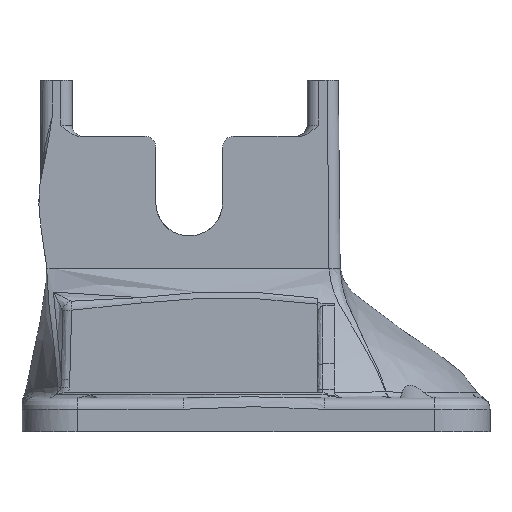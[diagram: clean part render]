
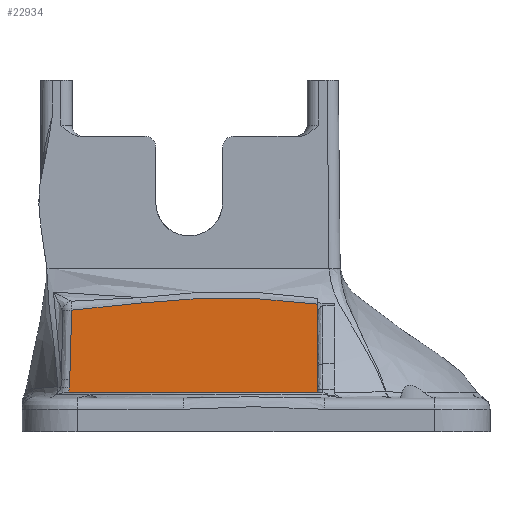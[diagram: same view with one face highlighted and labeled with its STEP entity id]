
A CAD part, front view. The second image highlights one B-rep face of the part: STEP entity #22934.
In plain terms, the highlighted planar face has unit normal (0, -1, 0).
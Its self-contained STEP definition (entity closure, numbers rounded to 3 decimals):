
#31 = CARTESIAN_POINT ( 'NONE',  ( -10.502, 9.14, 8.52 ) ) ;
#381 = B_SPLINE_CURVE_WITH_KNOTS ( 'NONE', 3,
 ( #15877, #25689, #1833, #1309 ),
 .UNSPECIFIED., .F., .F.,
 ( 4, 4 ),
 ( 0., 0.006 ),
 .UNSPECIFIED. ) ;
#605 = VECTOR ( 'NONE', #11923, 1000. ) ;
#816 = CARTESIAN_POINT ( 'NONE',  ( -26.28, 9.14, 11.536 ) ) ;
#1023 = CARTESIAN_POINT ( 'NONE',  ( -32.722, 9.14, 4.668 ) ) ;
#1309 = CARTESIAN_POINT ( 'NONE',  ( -32.547, 9.14, 10.89 ) ) ;
#1376 = ORIENTED_EDGE ( 'NONE', *, *, #5799, .T. ) ;
#1631 = VERTEX_POINT ( 'NONE', #1023 ) ;
#1663 = CARTESIAN_POINT ( 'NONE',  ( -32.546, 9.14, 9.853 ) ) ;
#1700 = CARTESIAN_POINT ( 'NONE',  ( -23.657, 9.14, 11.823 ) ) ;
#1833 = CARTESIAN_POINT ( 'NONE',  ( -30.45, 9.14, 11.014 ) ) ;
#2948 = DIRECTION ( 'NONE',  ( 0., 0., -1. ) ) ;
#3205 = CARTESIAN_POINT ( 'NONE',  ( -10.502, 9.14, 11.433 ) ) ;
#4105 = AXIS2_PLACEMENT_3D ( 'NONE', #16711, #12767, #4927 ) ;
#4927 = DIRECTION ( 'NONE',  ( -1., 0., -0.019 ) ) ;
#5118 = VERTEX_POINT ( 'NONE', #3205 ) ;
#5525 = CARTESIAN_POINT ( 'NONE',  ( -32.663, 9.14, 5.704 ) ) ;
#5656 = CARTESIAN_POINT ( 'NONE',  ( -32.722, 9.14, 4.668 ) ) ;
#5770 = ORIENTED_EDGE ( 'NONE', *, *, #15158, .F. ) ;
#5782 = B_SPLINE_CURVE_WITH_KNOTS ( 'NONE', 3,
 ( #31, #12089, #7983, #10227 ),
 .UNSPECIFIED., .F., .F.,
 ( 4, 4 ),
 ( 0.023, 0.023 ),
 .UNSPECIFIED. ) ;
#5799 = EDGE_CURVE ( 'NONE', #23699, #8718, #23987, .T. ) ;
#5826 = CARTESIAN_POINT ( 'NONE',  ( -24.97, 9.14, 11.708 ) ) ;
#5917 = VERTEX_POINT ( 'NONE', #11406 ) ;
#6397 = CARTESIAN_POINT ( 'NONE',  ( -17.067, 9.14, 11.959 ) ) ;
#6521 = CARTESIAN_POINT ( 'NONE',  ( -11.81, 9.14, 11.618 ) ) ;
#6780 = CARTESIAN_POINT ( 'NONE',  ( -32.759, 9.14, 3.94 ) ) ;
#7255 = CARTESIAN_POINT ( 'NONE',  ( -32.618, 9.14, 6.741 ) ) ;
#7569 = EDGE_CURVE ( 'NONE', #1631, #23699, #23298, .T. ) ;
#7645 = CARTESIAN_POINT ( 'NONE',  ( -32.689, 9.14, 5.186 ) ) ;
#7983 = CARTESIAN_POINT ( 'NONE',  ( -10.494, 9.14, 8.519 ) ) ;
#8718 = VERTEX_POINT ( 'NONE', #18814 ) ;
#8990 = EDGE_CURVE ( 'NONE', #20028, #5917, #23073, .T. ) ;
#9761 = CARTESIAN_POINT ( 'NONE',  ( -32.555, 9.14, 8.815 ) ) ;
#10227 = CARTESIAN_POINT ( 'NONE',  ( -10.489, 9.14, 8.518 ) ) ;
#10361 = CARTESIAN_POINT ( 'NONE',  ( -13.778, 9.14, 11.8 ) ) ;
#10742 = CARTESIAN_POINT ( 'NONE',  ( -32.547, 9.14, 10.89 ) ) ;
#10899 = PLANE ( 'NONE',  #4105 ) ;
#11131 = B_SPLINE_CURVE_WITH_KNOTS ( 'NONE', 3,
 ( #14856, #12357, #6521, #20398, #10361, #24536, #6397, #14596, #11650, #25819, #1700, #5826, #17856, #21682 ),
 .UNSPECIFIED., .F., .F.,
 ( 4, 2, 2, 2, 2, 2, 4 ),
 ( 0., 0.002, 0.004, 0.008, 0.012, 0.014, 0.016 ),
 .UNSPECIFIED. ) ;
#11136 = VERTEX_POINT ( 'NONE', #816 ) ;
#11406 = CARTESIAN_POINT ( 'NONE',  ( -10.489, 9.14, 3.5 ) ) ;
#11650 = CARTESIAN_POINT ( 'NONE',  ( -21.025, 9.14, 11.957 ) ) ;
#11923 = DIRECTION ( 'NONE',  ( 1., 0., 0. ) ) ;
#12050 = CARTESIAN_POINT ( 'NONE',  ( -10.502, 9.14, 29.5 ) ) ;
#12089 = CARTESIAN_POINT ( 'NONE',  ( -10.498, 9.14, 8.519 ) ) ;
#12357 = CARTESIAN_POINT ( 'NONE',  ( -11.155, 9.14, 11.537 ) ) ;
#12419 = VECTOR ( 'NONE', #2948, 1000. ) ;
#12625 = CARTESIAN_POINT ( 'NONE',  ( -32.793, 9.14, 3.643 ) ) ;
#12767 = DIRECTION ( 'NONE',  ( 0., 1., 0. ) ) ;
#13120 = CARTESIAN_POINT ( 'NONE',  ( -32.722, 9.14, 4.668 ) ) ;
#13240 = ORIENTED_EDGE ( 'NONE', *, *, #24254, .T. ) ;
#13632 = ORIENTED_EDGE ( 'NONE', *, *, #13877, .T. ) ;
#13869 = CARTESIAN_POINT ( 'NONE',  ( -32.599, 9.14, 7.259 ) ) ;
#13877 = EDGE_CURVE ( 'NONE', #8718, #5917, #19572, .T. ) ;
#14596 = CARTESIAN_POINT ( 'NONE',  ( -19.705, 9.14, 11.977 ) ) ;
#14722 = EDGE_CURVE ( 'NONE', #23481, #20028, #5782, .T. ) ;
#14726 = VECTOR ( 'NONE', #22612, 1000. ) ;
#14737 = CARTESIAN_POINT ( 'NONE',  ( -32.765, 9.14, 3.789 ) ) ;
#14856 = CARTESIAN_POINT ( 'NONE',  ( -10.502, 9.14, 11.433 ) ) ;
#14875 = FACE_OUTER_BOUND ( 'NONE', #23169, .T. ) ;
#14955 = EDGE_CURVE ( 'NONE', #5118, #11136, #11131, .T. ) ;
#14982 = EDGE_CURVE ( 'NONE', #11136, #23739, #381, .T. ) ;
#15158 = EDGE_CURVE ( 'NONE', #5118, #23481, #26226, .T. ) ;
#15715 = CARTESIAN_POINT ( 'NONE',  ( -32.547, 9.14, 10.89 ) ) ;
#15877 = CARTESIAN_POINT ( 'NONE',  ( -26.28, 9.14, 11.536 ) ) ;
#16711 = CARTESIAN_POINT ( 'NONE',  ( -33.502, 9.14, 29.5 ) ) ;
#16888 = CARTESIAN_POINT ( 'NONE',  ( -10.489, 9.14, 8.518 ) ) ;
#17200 = CARTESIAN_POINT ( 'NONE',  ( -32.759, 9.14, 3.94 ) ) ;
#17533 = ORIENTED_EDGE ( 'NONE', *, *, #7569, .T. ) ;
#17856 = CARTESIAN_POINT ( 'NONE',  ( -25.626, 9.14, 11.635 ) ) ;
#18686 = CARTESIAN_POINT ( 'NONE',  ( -32.841, 9.14, 3.5 ) ) ;
#18814 = CARTESIAN_POINT ( 'NONE',  ( -32.841, 9.14, 3.5 ) ) ;
#19177 = CARTESIAN_POINT ( 'NONE',  ( -32.749, 9.14, 4.183 ) ) ;
#19572 = LINE ( 'NONE', #21949, #605 ) ;
#20028 = VERTEX_POINT ( 'NONE', #16888 ) ;
#20398 = CARTESIAN_POINT ( 'NONE',  ( -13.121, 9.14, 11.749 ) ) ;
#20783 = CARTESIAN_POINT ( 'NONE',  ( -32.759, 9.14, 3.94 ) ) ;
#20905 = CARTESIAN_POINT ( 'NONE',  ( -32.737, 9.14, 4.425 ) ) ;
#20944 = CARTESIAN_POINT ( 'NONE',  ( -10.502, 9.14, 8.52 ) ) ;
#21682 = CARTESIAN_POINT ( 'NONE',  ( -26.28, 9.14, 11.536 ) ) ;
#21949 = CARTESIAN_POINT ( 'NONE',  ( -33.502, 9.14, 3.5 ) ) ;
#22612 = DIRECTION ( 'NONE',  ( 0., 0., -1. ) ) ;
#22934 = ADVANCED_FACE ( 'NONE', ( #14875 ), #10899, .F. ) ;
#23073 = LINE ( 'NONE', #23209, #12419 ) ;
#23169 = EDGE_LOOP ( 'NONE', ( #17533, #1376, #13632, #24328, #23932, #5770, #23318, #23919, #13240 ) ) ;
#23209 = CARTESIAN_POINT ( 'NONE',  ( -10.489, 9.14, 11.5 ) ) ;
#23298 = B_SPLINE_CURVE_WITH_KNOTS ( 'NONE', 3,
 ( #13120, #20905, #19177, #20783 ),
 .UNSPECIFIED., .F., .F.,
 ( 4, 4 ),
 ( 0., 0.001 ),
 .UNSPECIFIED. ) ;
#23318 = ORIENTED_EDGE ( 'NONE', *, *, #14955, .T. ) ;
#23481 = VERTEX_POINT ( 'NONE', #20944 ) ;
#23699 = VERTEX_POINT ( 'NONE', #17200 ) ;
#23739 = VERTEX_POINT ( 'NONE', #10742 ) ;
#23919 = ORIENTED_EDGE ( 'NONE', *, *, #14982, .T. ) ;
#23932 = ORIENTED_EDGE ( 'NONE', *, *, #14722, .F. ) ;
#23987 = B_SPLINE_CURVE_WITH_KNOTS ( 'NONE', 3,
 ( #6780, #14737, #12625, #18686 ),
 .UNSPECIFIED., .F., .F.,
 ( 4, 4 ),
 ( 0., 0. ),
 .UNSPECIFIED. ) ;
#24254 = EDGE_CURVE ( 'NONE', #23739, #1631, #25669, .T. ) ;
#24328 = ORIENTED_EDGE ( 'NONE', *, *, #8990, .F. ) ;
#24536 = CARTESIAN_POINT ( 'NONE',  ( -15.75, 9.14, 11.92 ) ) ;
#25669 = B_SPLINE_CURVE_WITH_KNOTS ( 'NONE', 3,
 ( #15715, #1663, #9761, #13869, #7255, #5525, #7645, #5656 ),
 .UNSPECIFIED., .F., .F.,
 ( 4, 2, 2, 4 ),
 ( 0.001, 0.004, 0.005, 0.007 ),
 .UNSPECIFIED. ) ;
#25689 = CARTESIAN_POINT ( 'NONE',  ( -28.357, 9.14, 11.22 ) ) ;
#25819 = CARTESIAN_POINT ( 'NONE',  ( -23., 9.14, 11.864 ) ) ;
#26226 = LINE ( 'NONE', #12050, #14726 ) ;
